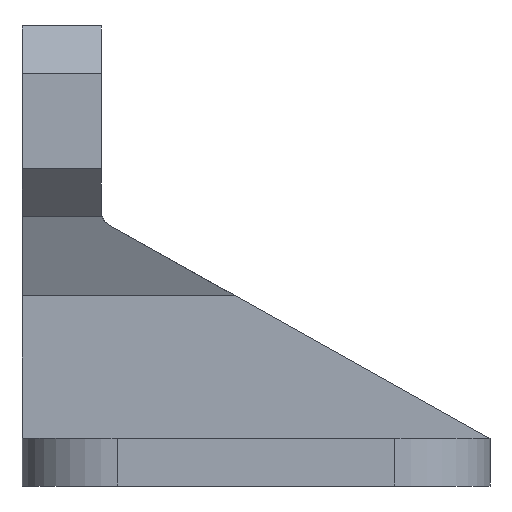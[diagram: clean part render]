
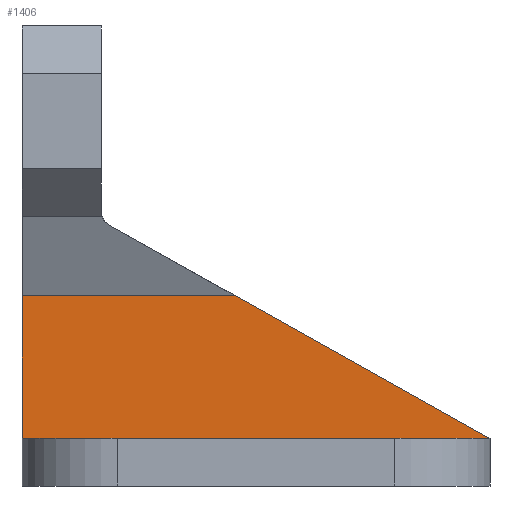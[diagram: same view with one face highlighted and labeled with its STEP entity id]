
A CAD part, front view. The second image highlights one B-rep face of the part: STEP entity #1406.
In plain terms, the highlighted planar face has unit normal (0, -1, 0).
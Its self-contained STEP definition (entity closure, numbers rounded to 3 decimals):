
#2 = ORIENTED_EDGE ( 'NONE', *, *, #1487, .T. ) ;
#61 = CARTESIAN_POINT ( 'NONE',  ( -29.5, 11., 3. ) ) ;
#109 = LINE ( 'NONE', #171, #687 ) ;
#171 = CARTESIAN_POINT ( 'NONE',  ( -29.5, 11., 12. ) ) ;
#178 = EDGE_LOOP ( 'NONE', ( #835, #2, #839, #1068 ) ) ;
#180 = VERTEX_POINT ( 'NONE', #1530 ) ;
#204 = DIRECTION ( 'NONE',  ( 1., 0., 0. ) ) ;
#220 = LINE ( 'NONE', #881, #1451 ) ;
#288 = LINE ( 'NONE', #1324, #589 ) ;
#414 = DIRECTION ( 'NONE',  ( -0.873, 0., 0.489 ) ) ;
#468 = VERTEX_POINT ( 'NONE', #1239 ) ;
#474 = VECTOR ( 'NONE', #204, 1000. ) ;
#487 = FACE_OUTER_BOUND ( 'NONE', #178, .T. ) ;
#523 = PLANE ( 'NONE',  #1412 ) ;
#589 = VECTOR ( 'NONE', #810, 1000. ) ;
#657 = CARTESIAN_POINT ( 'NONE',  ( -29.5, 11., 3. ) ) ;
#687 = VECTOR ( 'NONE', #901, 1000. ) ;
#735 = DIRECTION ( 'NONE',  ( 0., 1., 0. ) ) ;
#810 = DIRECTION ( 'NONE',  ( 0., 0., -1. ) ) ;
#835 = ORIENTED_EDGE ( 'NONE', *, *, #1012, .T. ) ;
#839 = ORIENTED_EDGE ( 'NONE', *, *, #952, .T. ) ;
#857 = CARTESIAN_POINT ( 'NONE',  ( -16.071, 11., 12. ) ) ;
#881 = CARTESIAN_POINT ( 'NONE',  ( -25., 11., 17. ) ) ;
#901 = DIRECTION ( 'NONE',  ( -1., 0., 0. ) ) ;
#952 = EDGE_CURVE ( 'NONE', #468, #1267, #288, .T. ) ;
#1012 = EDGE_CURVE ( 'NONE', #180, #1265, #220, .T. ) ;
#1068 = ORIENTED_EDGE ( 'NONE', *, *, #1197, .T. ) ;
#1197 = EDGE_CURVE ( 'NONE', #1267, #180, #1399, .T. ) ;
#1239 = CARTESIAN_POINT ( 'NONE',  ( -29.5, 11., 12. ) ) ;
#1265 = VERTEX_POINT ( 'NONE', #857 ) ;
#1267 = VERTEX_POINT ( 'NONE', #61 ) ;
#1297 = CARTESIAN_POINT ( 'NONE',  ( -29.5, 11., 17. ) ) ;
#1324 = CARTESIAN_POINT ( 'NONE',  ( -29.5, 11., 17. ) ) ;
#1399 = LINE ( 'NONE', #657, #474 ) ;
#1406 = ADVANCED_FACE ( 'NONE', ( #487 ), #523, .F. ) ;
#1412 = AXIS2_PLACEMENT_3D ( 'NONE', #1297, #735, #1460 ) ;
#1451 = VECTOR ( 'NONE', #414, 1000. ) ;
#1460 = DIRECTION ( 'NONE',  ( 0., 0., 1. ) ) ;
#1487 = EDGE_CURVE ( 'NONE', #1265, #468, #109, .T. ) ;
#1530 = CARTESIAN_POINT ( 'NONE',  ( 0., 11., 3. ) ) ;
